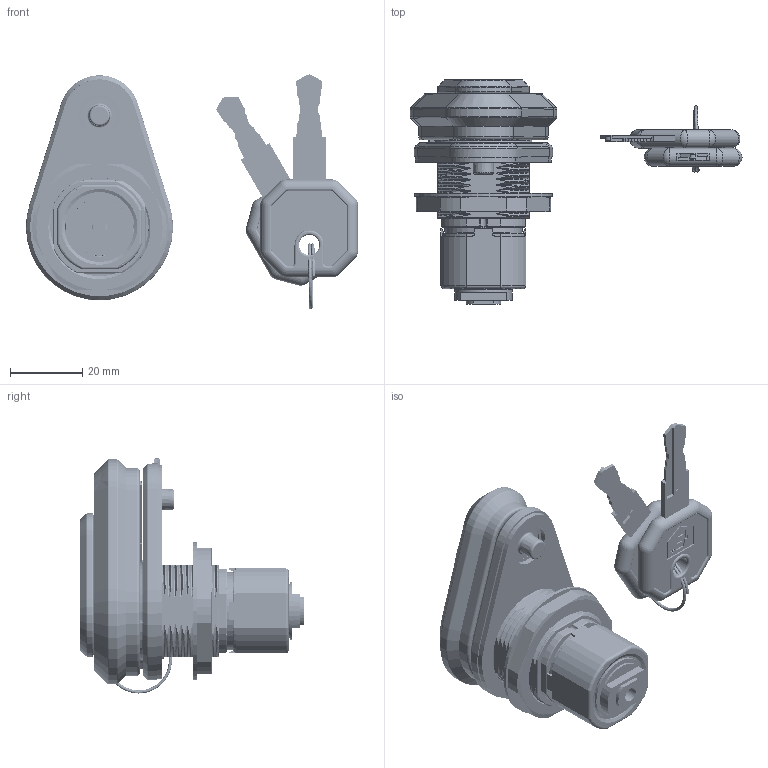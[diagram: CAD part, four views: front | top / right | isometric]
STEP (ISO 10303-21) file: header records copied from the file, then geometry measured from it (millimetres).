
FILE_DESCRIPTION(/* description */ (''),/* implementation_level */ '2;1');
FILE_NAME(/* name */ 'LNL-70-00585.stp',/* time_stamp */ '2023-11-22T11:09:09-05:00',/* author */ ('dtinay'),/* organization */ (''),/* preprocessor_version */ 'ST-DEVELOPER v20',/* originating_system */ 'Autodesk Inventor 2024',/* authorisation */ '');
FILE_SCHEMA (('AUTOMOTIVE_DESIGN { 1 0 10303 214 3 1 1 }'));
Products named in the file (38): LNL-70-00585; 00586_AF0; 00587_AF0; 00589; 00598_AF0_ASM; 00588_AF0; 00537_AF1; 00536; 00535; 00539_AF0; 00539_AF1; 00539; 00538_AF0; 00538_AF1; 00538_AF2; 00538_AF3; 00538_AF4; 00639; 02168; 00591; 00636; 00018_AF1; 00494; 00219; 00597; 00593_AF1; 00639_AF1; 00660_AF1; 01120; 01235 recessed logo; 00241; 00216; 00695_AF1; 00214_AF1; 00592_AF1; 00217_AF1; 01307_INSTALLED; E plus key ring-1
Assembly tree (40 placements, depth 3):
  LNL-70-00585
    00586_AF0
    00587_AF0
    00589
    00598_AF0_ASM
      00588_AF0
      00537_AF1
      00536
      00535
      00539  x3
      00539_AF0
      00539_AF1
      00538_AF0
      00538_AF1
      00538_AF2
      00538_AF3
      00538_AF4
      00639
      02168
    00591
    00636
    00018_AF1
    00494
    00219
    00597
    00593_AF1
    00639_AF1
    00660_AF1
    01120  x2
      01235 recessed logo
      00241
    00216
    00695_AF1
    00214_AF1
    00592_AF1
    00217_AF1
    01307_INSTALLED
    E plus key ring-1
Bounding box: 91.75 x 62.03 x 64.96 mm (x, y, z)
Volume: 53563.4 mm3; surface area: 51295.3 mm2
Topology: 39 solids, 43 shells, 2171 faces, 5558 edges, 3473 vertices
Faces by surface type: plane 1015, cylinder 543, bspline 291, torus 213, sphere 65, cone 44
Full cylindrical faces by diameter (mm): 0.33 x4, 0.813 x2, 1.194 x4, 1.524 x3, 1.651 x3, 1.778 x4, 2.718 x1, 3.175 x1, 3.454 x1, 3.797 x1, 4.039 x1, 4.826 x2, 5.588 x4, 5.842 x1, 6.35 x2, 6.604 x1, 8.382 x1, 8.636 x5, 9.525 x1, 9.652 x1, 11.43 x1, 12.446 x2, 12.827 x1, 14.859 x6, 14.986 x1, 15.037 x1, 15.646 x1, 15.875 x2, 16.002 x2, 19.05 x1
Entity records: 151879 total; most frequent: CARTESIAN_POINT 106199, ORIENTED_EDGE 9672, DIRECTION 8673, EDGE_CURVE 4846, AXIS2_PLACEMENT_3D 3057, VERTEX_POINT 3041, LINE 2559, VECTOR 2559
